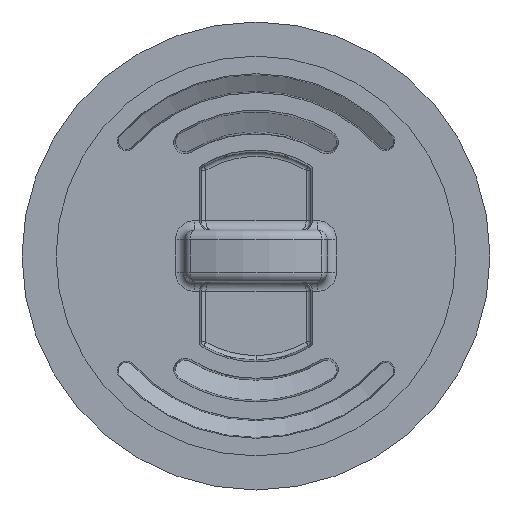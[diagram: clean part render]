
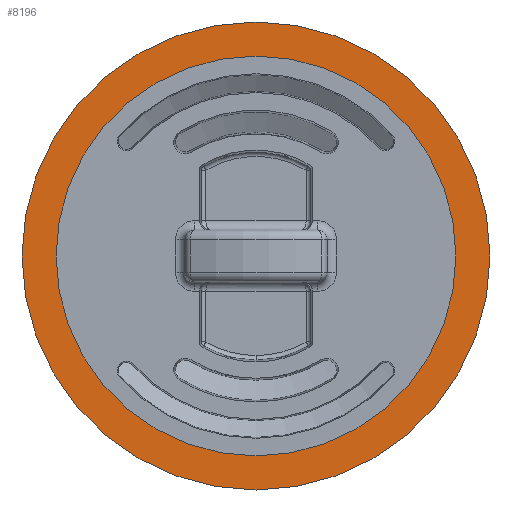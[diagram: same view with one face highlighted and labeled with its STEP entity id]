
A CAD part, front view. The second image highlights one B-rep face of the part: STEP entity #8196.
In plain terms, the highlighted planar face has unit normal (0, -1, 0).
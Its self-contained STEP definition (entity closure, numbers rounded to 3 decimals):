
#1128 = CARTESIAN_POINT ( 'NONE',  ( 0., 0., 0. ) ) ;
#1184 = EDGE_LOOP ( 'NONE', ( #2685, #9284 ) ) ;
#1743 = AXIS2_PLACEMENT_3D ( 'NONE', #7851, #3434, #8615 ) ;
#1896 = DIRECTION ( 'NONE',  ( 0., 0., -1. ) ) ;
#2023 = CARTESIAN_POINT ( 'NONE',  ( 0., 0., 49.75 ) ) ;
#2379 = CARTESIAN_POINT ( 'NONE',  ( 0., 0., 42.5 ) ) ;
#2685 = ORIENTED_EDGE ( 'NONE', *, *, #6330, .F. ) ;
#2936 = EDGE_LOOP ( 'NONE', ( #4352, #8222 ) ) ;
#3398 = EDGE_CURVE ( 'NONE', #8054, #6040, #9204, .T. ) ;
#3434 = DIRECTION ( 'NONE',  ( 0., -1., 0. ) ) ;
#3530 = DIRECTION ( 'NONE',  ( 0., 0., -1. ) ) ;
#3775 = DIRECTION ( 'NONE',  ( 0., -1., 0. ) ) ;
#3824 = CIRCLE ( 'NONE', #1743, 42.5 ) ;
#3945 = DIRECTION ( 'NONE',  ( 0., -1., 0. ) ) ;
#3997 = EDGE_CURVE ( 'NONE', #6040, #8054, #6722, .T. ) ;
#4352 = ORIENTED_EDGE ( 'NONE', *, *, #3997, .T. ) ;
#4815 = CARTESIAN_POINT ( 'NONE',  ( 0., 0., -49.75 ) ) ;
#5538 = EDGE_CURVE ( 'NONE', #8573, #8212, #3824, .T. ) ;
#5550 = FACE_OUTER_BOUND ( 'NONE', #2936, .T. ) ;
#5718 = CARTESIAN_POINT ( 'NONE',  ( 0., 0., -42.5 ) ) ;
#6040 = VERTEX_POINT ( 'NONE', #2023 ) ;
#6325 = DIRECTION ( 'NONE',  ( 0., -1., 0. ) ) ;
#6330 = EDGE_CURVE ( 'NONE', #8212, #8573, #6851, .T. ) ;
#6459 = CARTESIAN_POINT ( 'NONE',  ( 50., 0., 0. ) ) ;
#6722 = CIRCLE ( 'NONE', #8005, 49.75 ) ;
#6851 = CIRCLE ( 'NONE', #9663, 42.5 ) ;
#7183 = AXIS2_PLACEMENT_3D ( 'NONE', #6459, #7948, #3530 ) ;
#7851 = CARTESIAN_POINT ( 'NONE',  ( 0., 0., 0. ) ) ;
#7948 = DIRECTION ( 'NONE',  ( 0., -1., 0. ) ) ;
#8005 = AXIS2_PLACEMENT_3D ( 'NONE', #8193, #3775, #8971 ) ;
#8054 = VERTEX_POINT ( 'NONE', #4815 ) ;
#8193 = CARTESIAN_POINT ( 'NONE',  ( 0., 0., 0. ) ) ;
#8196 = ADVANCED_FACE ( 'NONE', ( #9516, #5550 ), #8678, .T. ) ;
#8212 = VERTEX_POINT ( 'NONE', #5718 ) ;
#8222 = ORIENTED_EDGE ( 'NONE', *, *, #3398, .T. ) ;
#8373 = CARTESIAN_POINT ( 'NONE',  ( 0., 0., 0. ) ) ;
#8565 = AXIS2_PLACEMENT_3D ( 'NONE', #8373, #3945, #9140 ) ;
#8573 = VERTEX_POINT ( 'NONE', #2379 ) ;
#8615 = DIRECTION ( 'NONE',  ( 0., 0., -1. ) ) ;
#8678 = PLANE ( 'NONE',  #7183 ) ;
#8971 = DIRECTION ( 'NONE',  ( 0., 0., -1. ) ) ;
#9140 = DIRECTION ( 'NONE',  ( 0., 0., -1. ) ) ;
#9204 = CIRCLE ( 'NONE', #8565, 49.75 ) ;
#9284 = ORIENTED_EDGE ( 'NONE', *, *, #5538, .F. ) ;
#9516 = FACE_BOUND ( 'NONE', #1184, .T. ) ;
#9663 = AXIS2_PLACEMENT_3D ( 'NONE', #1128, #6325, #1896 ) ;
